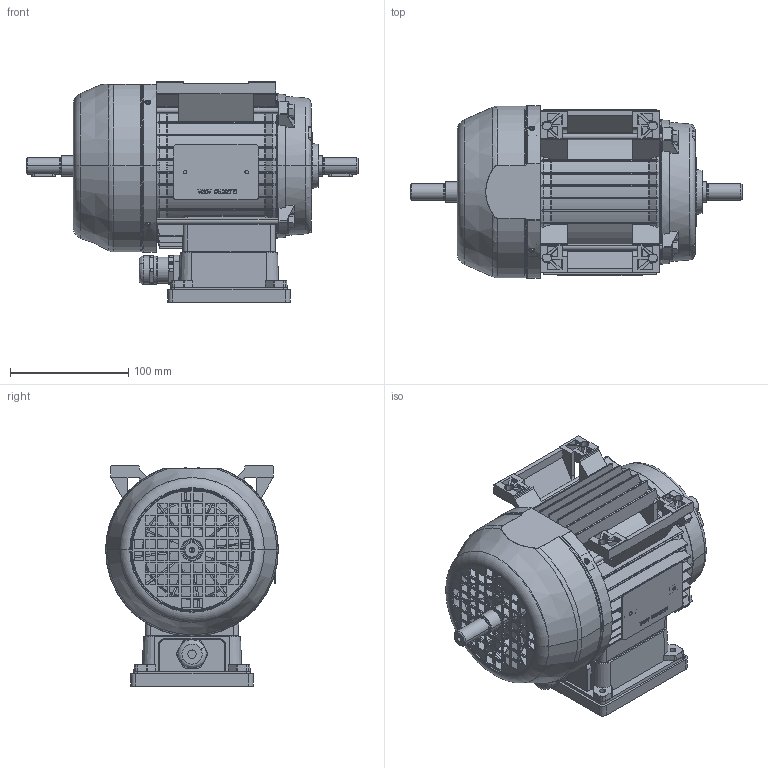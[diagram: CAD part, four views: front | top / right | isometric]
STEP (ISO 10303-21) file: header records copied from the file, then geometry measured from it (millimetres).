
FILE_DESCRIPTION (( 'STEP AP214' ), '1' );
FILE_NAME ('CA71-B3-IC411-2-4-6-8 POLI-DOUBLE SHAFT-TB TOP.STEP', '2024-09-18T13:50:21', ( '' ), ( '' ), 'SwSTEP 2.0', 'SolidWorks 2024', '' );
FILE_SCHEMA (( 'AUTOMOTIVE_DESIGN' ));
Length unit declared in the file: millimetre
Products named in the file (17): Scudo C71 posteriore; Guarnizione scatola-coperchio 71- 80; COPRIVENTOLA MEC 71; PRESSACAVO M20; Scudo C71 anteriore; Albero C-FC71_H Pacco = 40; Targhetta motore_LAMIERA ALLUMINIO; Coperchio scatola morsetti 71-80; parallel_din_Parallel key A5 x 5 x 20 DIN 6885; CA71-B3-IC411-2-4-6-8 POLI-DOUBLE SHAFT-TB TOP; Carcassa 71-B3 M.AX; Molla_Molla Dext = 40; Scatola morsetti 71- 80_STANDARD DEFINITIVO-1 FORO CENTRALE; Tirante M5 L.130; GRUPPO COPRIMORSETTIERA 71; VENTOLA TIPO 71 MEC; Guarnizione scatola-motore71- 80
Assembly tree (21 placements, depth 3):
  CA71-B3-IC411-2-4-6-8 POLI-DOUBLE SHAFT-TB TOP
    Albero C-FC71_H Pacco = 40  x2
    parallel_din_Parallel key A5 x 5 x 20 DIN 6885  x2
    Scudo C71 anteriore
    Scudo C71 posteriore
    Tirante M5 L.130  x4
    VENTOLA TIPO 71 MEC
    COPRIVENTOLA MEC 71
    Targhetta motore_LAMIERA ALLUMINIO
    Molla_Molla Dext = 40
    Carcassa 71-B3 M.AX
    GRUPPO COPRIMORSETTIERA 71
      Guarnizione scatola-motore71- 80
      Scatola morsetti 71- 80_STANDARD DEFINITIVO-1 FORO CENTRALE
      Guarnizione scatola-coperchio 71- 80
      PRESSACAVO M20
      Coperchio scatola morsetti 71-80
Bounding box: 280.5 x 146 x 186 mm (x, y, z)
Volume: 767353.1 mm3; surface area: 510452.2 mm2
Topology: 32 solids, 34 shells, 3450 faces, 8970 edges, 5651 vertices
Faces by surface type: plane 1289, cylinder 963, torus 461, cone 428, bspline 229, sphere 80
Entity records: 118019 total; most frequent: CARTESIAN_POINT 36889, ORIENTED_EDGE 17484, DIRECTION 16061, EDGE_CURVE 8742, AXIS2_PLACEMENT_3D 6008, VERTEX_POINT 5522, VECTOR 4045, LINE 4045
